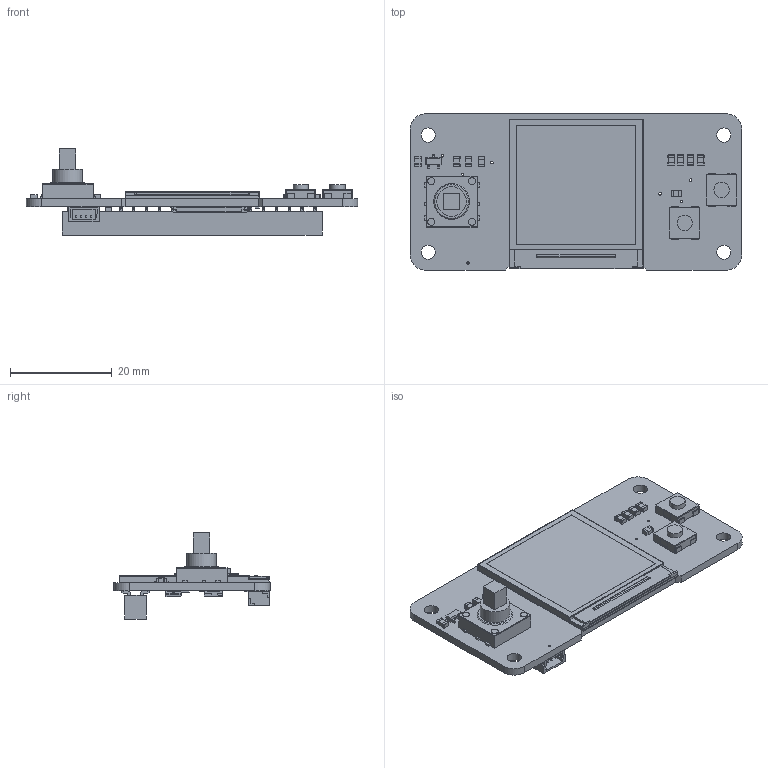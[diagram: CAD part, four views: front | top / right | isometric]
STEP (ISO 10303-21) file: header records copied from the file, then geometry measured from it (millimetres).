
FILE_DESCRIPTION(/* description */ (''),/* implementation_level */ '2;1');
FILE_NAME(/* name */ 'Adafruit 1.3in Color TFT Bonnet v1.step',/* time_stamp */ '2022-05-19T15:38:43-04:00',/* author */ (''),/* organization */ (''),/* preprocessor_version */ 'ST-DEVELOPER v18.1',/* originating_system */ 'Autodesk Translation Framework v10.14.0.1471',/* authorisation */ '');
FILE_SCHEMA (('AUTOMOTIVE_DESIGN { 1 0 10303 214 3 1 1 }'));
Length unit declared in the file: millimetre
Products named in the file (14): Adafruit 1.3in Color TFT Bonnet; PCB Component; Board; 10uF; RASPBERRYPI_BPLUS_BONNETSMT; EVQQ; EVQQ_1; NAVSWITCHSKQUABAUE010; APX803; BSS138; 10K; DISP_LCD_ST7789_1.3IN; STEMMA_I2C_QT; FPC-connector-24pin
Assembly tree (23 placements, depth 3):
  Adafruit 1.3in Color TFT Bonnet
    PCB Component
      Board
      10uF  x10
      RASPBERRYPI_BPLUS_BONNETSMT
      EVQQ
      EVQQ_1
      NAVSWITCHSKQUABAUE010
      APX803
      BSS138
      10K  x2
      DISP_LCD_ST7789_1.3IN
      STEMMA_I2C_QT
      FPC-connector-24pin
Bounding box: 65 x 30.66 x 16.91 mm (x, y, z)
Volume: 5770.5 mm3; surface area: 9499 mm2
Topology: 106 solids, 106 shells, 2158 faces, 5033 edges, 2946 vertices
Faces by surface type: plane 1653, cylinder 344, sphere 160, cone 1
Full cylindrical faces by diameter (mm): 0.394 x3, 0.5 x16, 1.4 x4, 2.8 x4, 3 x2, 5.8 x2
Entity records: 44847 total; most frequent: CARTESIAN_POINT 7664, ORIENTED_EDGE 7462, DIRECTION 7159, EDGE_CURVE 3731, LINE 3477, VECTOR 3477, VERTEX_POINT 2346, AXIS2_PLACEMENT_3D 1841
